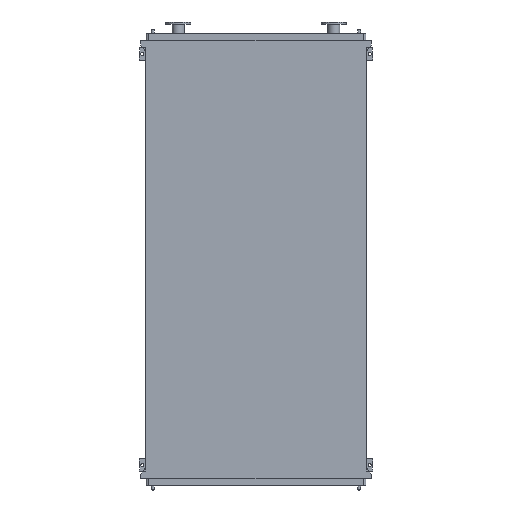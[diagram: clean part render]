
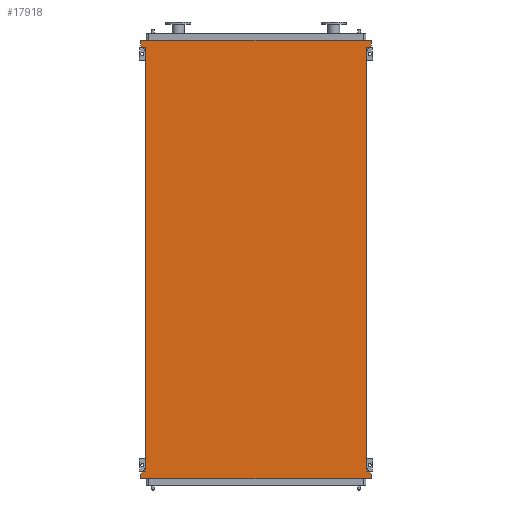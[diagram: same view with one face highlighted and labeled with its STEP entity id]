
A CAD part, front view. The second image highlights one B-rep face of the part: STEP entity #17918.
In plain terms, the highlighted planar face has unit normal (0, -1, 0).
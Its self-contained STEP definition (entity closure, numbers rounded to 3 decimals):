
#197 = CARTESIAN_POINT ( 'NONE',  ( 965., 0., -3650. ) ) ;
#357 = VERTEX_POINT ( 'NONE', #6132 ) ;
#463 = CARTESIAN_POINT ( 'NONE',  ( -1011., 0., -3703. ) ) ;
#519 = DIRECTION ( 'NONE',  ( 0., 0., 1. ) ) ;
#641 = VECTOR ( 'NONE', #5655, 1000. ) ;
#1134 = LINE ( 'NONE', #3971, #16584 ) ;
#1581 = CARTESIAN_POINT ( 'NONE',  ( -1011., 0., 95. ) ) ;
#1703 = EDGE_CURVE ( 'NONE', #9411, #5833, #2549, .T. ) ;
#1865 = LINE ( 'NONE', #9538, #9956 ) ;
#1871 = AXIS2_PLACEMENT_3D ( 'NONE', #14902, #17796, #8982 ) ;
#1911 = ORIENTED_EDGE ( 'NONE', *, *, #5540, .F. ) ;
#2449 = LINE ( 'NONE', #15770, #6495 ) ;
#2549 = LINE ( 'NONE', #14636, #641 ) ;
#3098 = ORIENTED_EDGE ( 'NONE', *, *, #8475, .F. ) ;
#3185 = CARTESIAN_POINT ( 'NONE',  ( 1011., 0., -3745. ) ) ;
#3777 = VERTEX_POINT ( 'NONE', #6739 ) ;
#3937 = FACE_OUTER_BOUND ( 'NONE', #15425, .T. ) ;
#3971 = CARTESIAN_POINT ( 'NONE',  ( 1011., 0., -3745. ) ) ;
#3994 = VECTOR ( 'NONE', #519, 1000. ) ;
#4051 = VERTEX_POINT ( 'NONE', #19053 ) ;
#4413 = EDGE_CURVE ( 'NONE', #4941, #357, #2449, .T. ) ;
#4772 = DIRECTION ( 'NONE',  ( 0.655, 0., -0.755 ) ) ;
#4854 = CARTESIAN_POINT ( 'NONE',  ( -1011., 0., 95. ) ) ;
#4941 = VERTEX_POINT ( 'NONE', #15809 ) ;
#5056 = CARTESIAN_POINT ( 'NONE',  ( 965., 0., 0. ) ) ;
#5540 = EDGE_CURVE ( 'NONE', #17764, #4051, #17352, .T. ) ;
#5655 = DIRECTION ( 'NONE',  ( 0., 0., 1. ) ) ;
#5833 = VERTEX_POINT ( 'NONE', #5056 ) ;
#6037 = VECTOR ( 'NONE', #4772, 1000. ) ;
#6132 = CARTESIAN_POINT ( 'NONE',  ( -1011., 0., 53. ) ) ;
#6162 = DIRECTION ( 'NONE',  ( 1., 0., 0. ) ) ;
#6384 = VECTOR ( 'NONE', #6162, 1000. ) ;
#6431 = ORIENTED_EDGE ( 'NONE', *, *, #18728, .F. ) ;
#6481 = DIRECTION ( 'NONE',  ( 0., 0., 1. ) ) ;
#6495 = VECTOR ( 'NONE', #6789, 1000. ) ;
#6739 = CARTESIAN_POINT ( 'NONE',  ( -1011., 0., -3745. ) ) ;
#6789 = DIRECTION ( 'NONE',  ( -0.655, 0., 0.755 ) ) ;
#6895 = VECTOR ( 'NONE', #15510, 1000. ) ;
#6917 = DIRECTION ( 'NONE',  ( 0., 0., 1. ) ) ;
#7364 = VERTEX_POINT ( 'NONE', #9063 ) ;
#7456 = PLANE ( 'NONE',  #1871 ) ;
#8333 = DIRECTION ( 'NONE',  ( -0.655, 0., -0.755 ) ) ;
#8431 = ORIENTED_EDGE ( 'NONE', *, *, #15630, .F. ) ;
#8475 = EDGE_CURVE ( 'NONE', #13087, #17764, #17739, .T. ) ;
#8982 = DIRECTION ( 'NONE',  ( 0., 0., -1. ) ) ;
#9063 = CARTESIAN_POINT ( 'NONE',  ( -1011., 0., -3703. ) ) ;
#9411 = VERTEX_POINT ( 'NONE', #17885 ) ;
#9538 = CARTESIAN_POINT ( 'NONE',  ( -1011., 0., 53. ) ) ;
#9546 = VECTOR ( 'NONE', #10327, 1000. ) ;
#9625 = ORIENTED_EDGE ( 'NONE', *, *, #14235, .F. ) ;
#9816 = VECTOR ( 'NONE', #8333, 1000. ) ;
#9847 = LINE ( 'NONE', #12422, #17178 ) ;
#9956 = VECTOR ( 'NONE', #6481, 1000. ) ;
#9961 = ORIENTED_EDGE ( 'NONE', *, *, #4413, .F. ) ;
#10327 = DIRECTION ( 'NONE',  ( 0., 0., -1. ) ) ;
#10597 = EDGE_CURVE ( 'NONE', #9411, #12805, #14490, .T. ) ;
#10940 = LINE ( 'NONE', #463, #6895 ) ;
#11133 = EDGE_CURVE ( 'NONE', #3777, #7364, #14474, .T. ) ;
#11386 = EDGE_CURVE ( 'NONE', #4051, #5833, #13796, .T. ) ;
#12422 = CARTESIAN_POINT ( 'NONE',  ( 1011., 0., -3703. ) ) ;
#12729 = CARTESIAN_POINT ( 'NONE',  ( -965., 0., -3650. ) ) ;
#12805 = VERTEX_POINT ( 'NONE', #13261 ) ;
#12981 = ORIENTED_EDGE ( 'NONE', *, *, #15800, .F. ) ;
#13087 = VERTEX_POINT ( 'NONE', #4854 ) ;
#13187 = EDGE_CURVE ( 'NONE', #7364, #19077, #10940, .T. ) ;
#13261 = CARTESIAN_POINT ( 'NONE',  ( 1011., 0., -3703. ) ) ;
#13391 = ORIENTED_EDGE ( 'NONE', *, *, #10597, .F. ) ;
#13796 = LINE ( 'NONE', #14295, #9816 ) ;
#14235 = EDGE_CURVE ( 'NONE', #357, #13087, #1865, .T. ) ;
#14295 = CARTESIAN_POINT ( 'NONE',  ( 1011., 0., 53. ) ) ;
#14474 = LINE ( 'NONE', #18737, #17852 ) ;
#14489 = DIRECTION ( 'NONE',  ( -1., 0., 0. ) ) ;
#14490 = LINE ( 'NONE', #197, #6037 ) ;
#14636 = CARTESIAN_POINT ( 'NONE',  ( 965., 0., -3650. ) ) ;
#14902 = CARTESIAN_POINT ( 'NONE',  ( -965., 0., -3650. ) ) ;
#15093 = VERTEX_POINT ( 'NONE', #3185 ) ;
#15240 = ORIENTED_EDGE ( 'NONE', *, *, #13187, .F. ) ;
#15425 = EDGE_LOOP ( 'NONE', ( #17861, #16560, #1911, #3098, #9625, #9961, #8431, #15240, #18939, #12981, #6431, #13391 ) ) ;
#15510 = DIRECTION ( 'NONE',  ( 0.655, 0., 0.755 ) ) ;
#15630 = EDGE_CURVE ( 'NONE', #19077, #4941, #15922, .T. ) ;
#15770 = CARTESIAN_POINT ( 'NONE',  ( -965., 0., 0. ) ) ;
#15800 = EDGE_CURVE ( 'NONE', #15093, #3777, #1134, .T. ) ;
#15809 = CARTESIAN_POINT ( 'NONE',  ( -965., 0., 0. ) ) ;
#15922 = LINE ( 'NONE', #17744, #3994 ) ;
#16107 = CARTESIAN_POINT ( 'NONE',  ( 1011., 0., 95. ) ) ;
#16560 = ORIENTED_EDGE ( 'NONE', *, *, #11386, .F. ) ;
#16584 = VECTOR ( 'NONE', #14489, 1000. ) ;
#16756 = DIRECTION ( 'NONE',  ( 0., 0., -1. ) ) ;
#17178 = VECTOR ( 'NONE', #16756, 1000. ) ;
#17352 = LINE ( 'NONE', #19063, #9546 ) ;
#17739 = LINE ( 'NONE', #1581, #6384 ) ;
#17744 = CARTESIAN_POINT ( 'NONE',  ( -965., 0., -3650. ) ) ;
#17764 = VERTEX_POINT ( 'NONE', #16107 ) ;
#17796 = DIRECTION ( 'NONE',  ( 0., -1., 0. ) ) ;
#17852 = VECTOR ( 'NONE', #6917, 1000. ) ;
#17861 = ORIENTED_EDGE ( 'NONE', *, *, #1703, .T. ) ;
#17885 = CARTESIAN_POINT ( 'NONE',  ( 965., 0., -3650. ) ) ;
#17918 = ADVANCED_FACE ( 'NONE', ( #3937 ), #7456, .T. ) ;
#18728 = EDGE_CURVE ( 'NONE', #12805, #15093, #9847, .T. ) ;
#18737 = CARTESIAN_POINT ( 'NONE',  ( -1011., 0., -3745. ) ) ;
#18939 = ORIENTED_EDGE ( 'NONE', *, *, #11133, .F. ) ;
#19053 = CARTESIAN_POINT ( 'NONE',  ( 1011., 0., 53. ) ) ;
#19063 = CARTESIAN_POINT ( 'NONE',  ( 1011., 0., 95. ) ) ;
#19077 = VERTEX_POINT ( 'NONE', #12729 ) ;
